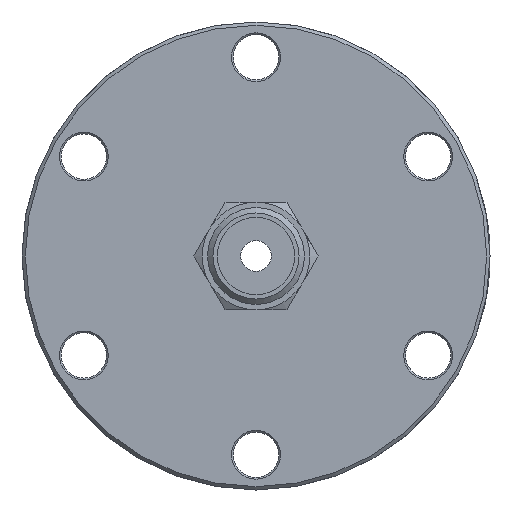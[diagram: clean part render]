
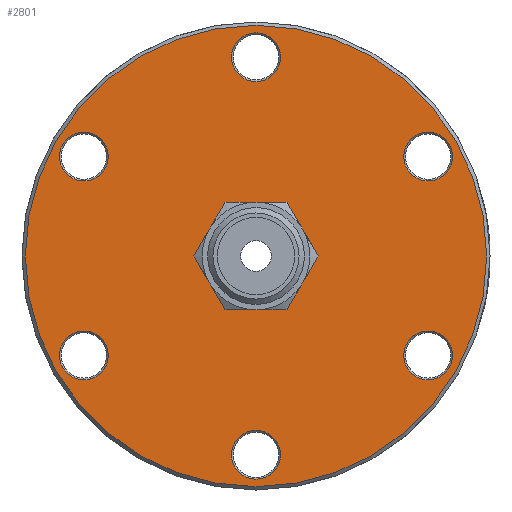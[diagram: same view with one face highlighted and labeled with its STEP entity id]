
A CAD part, front view. The second image highlights one B-rep face of the part: STEP entity #2801.
In plain terms, the highlighted planar face has unit normal (0, -1, 0).
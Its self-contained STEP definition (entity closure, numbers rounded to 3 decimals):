
#289=FACE_BOUND('',#548,.T.);
#290=FACE_BOUND('',#549,.T.);
#291=FACE_BOUND('',#550,.T.);
#292=FACE_BOUND('',#551,.T.);
#293=FACE_BOUND('',#552,.T.);
#294=FACE_BOUND('',#553,.T.);
#295=FACE_BOUND('',#554,.T.);
#319=PLANE('',#3061);
#383=FACE_OUTER_BOUND('',#547,.T.);
#547=EDGE_LOOP('',(#1917));
#548=EDGE_LOOP('',(#1918));
#549=EDGE_LOOP('',(#1919));
#550=EDGE_LOOP('',(#1920));
#551=EDGE_LOOP('',(#1921));
#552=EDGE_LOOP('',(#1922));
#553=EDGE_LOOP('',(#1923));
#554=EDGE_LOOP('',(#1924));
#1046=CIRCLE('',#3056,4.445);
#1049=CIRCLE('',#3060,34.05);
#1050=CIRCLE('',#3062,3.6);
#1051=CIRCLE('',#3063,3.6);
#1052=CIRCLE('',#3064,3.6);
#1053=CIRCLE('',#3065,3.6);
#1054=CIRCLE('',#3066,3.6);
#1055=CIRCLE('',#3067,3.6);
#1184=VERTEX_POINT('',#4090);
#1187=VERTEX_POINT('',#4098);
#1188=VERTEX_POINT('',#4102);
#1189=VERTEX_POINT('',#4104);
#1190=VERTEX_POINT('',#4106);
#1191=VERTEX_POINT('',#4108);
#1192=VERTEX_POINT('',#4110);
#1193=VERTEX_POINT('',#4112);
#1473=EDGE_CURVE('',#1184,#1184,#1046,.T.);
#1478=EDGE_CURVE('',#1187,#1187,#1049,.T.);
#1479=EDGE_CURVE('',#1188,#1188,#1050,.T.);
#1480=EDGE_CURVE('',#1189,#1189,#1051,.T.);
#1481=EDGE_CURVE('',#1190,#1190,#1052,.T.);
#1482=EDGE_CURVE('',#1191,#1191,#1053,.T.);
#1483=EDGE_CURVE('',#1192,#1192,#1054,.T.);
#1484=EDGE_CURVE('',#1193,#1193,#1055,.T.);
#1917=ORIENTED_EDGE('',*,*,#1478,.F.);
#1918=ORIENTED_EDGE('',*,*,#1473,.T.);
#1919=ORIENTED_EDGE('',*,*,#1479,.F.);
#1920=ORIENTED_EDGE('',*,*,#1480,.F.);
#1921=ORIENTED_EDGE('',*,*,#1481,.F.);
#1922=ORIENTED_EDGE('',*,*,#1482,.F.);
#1923=ORIENTED_EDGE('',*,*,#1483,.F.);
#1924=ORIENTED_EDGE('',*,*,#1484,.F.);
#2801=ADVANCED_FACE('',(#383,#289,#290,#291,#292,#293,#294,#295),#319,.T.);
#3056=AXIS2_PLACEMENT_3D('',#4091,#3357,#3358);
#3060=AXIS2_PLACEMENT_3D('',#4100,#3367,#3368);
#3061=AXIS2_PLACEMENT_3D('',#4101,#3369,#3370);
#3062=AXIS2_PLACEMENT_3D('',#4103,#3371,#3372);
#3063=AXIS2_PLACEMENT_3D('',#4105,#3373,#3374);
#3064=AXIS2_PLACEMENT_3D('',#4107,#3375,#3376);
#3065=AXIS2_PLACEMENT_3D('',#4109,#3377,#3378);
#3066=AXIS2_PLACEMENT_3D('',#4111,#3379,#3380);
#3067=AXIS2_PLACEMENT_3D('',#4113,#3381,#3382);
#3357=DIRECTION('center_axis',(0.,1.,0.));
#3358=DIRECTION('ref_axis',(-1.,0.,0.));
#3367=DIRECTION('center_axis',(0.,1.,0.));
#3368=DIRECTION('ref_axis',(1.,0.,0.));
#3369=DIRECTION('center_axis',(0.,-1.,0.));
#3370=DIRECTION('ref_axis',(0.,0.,
-1.));
#3371=DIRECTION('center_axis',(0.,-1.,0.));
#3372=DIRECTION('ref_axis',(0.5,0.,0.866));
#3373=DIRECTION('center_axis',(0.,-1.,0.));
#3374=DIRECTION('ref_axis',(-1.,0.,0.));
#3375=DIRECTION('center_axis',(0.,-1.,0.));
#3376=DIRECTION('ref_axis',(0.5,0.,-0.866));
#3377=DIRECTION('center_axis',(0.,-1.,0.));
#3378=DIRECTION('ref_axis',(1.,0.,0.));
#3379=DIRECTION('center_axis',(0.,-1.,0.));
#3380=DIRECTION('ref_axis',(-0.5,0.,-0.866));
#3381=DIRECTION('center_axis',(0.,-1.,0.));
#3382=DIRECTION('ref_axis',(-0.5,0.,0.866));
#4090=CARTESIAN_POINT('',(4.445,0.,0.));
#4091=CARTESIAN_POINT('Origin',(0.,0.,0.));
#4098=CARTESIAN_POINT('',(-34.05,0.,0.));
#4100=CARTESIAN_POINT('Origin',(0.,0.,0.));
#4101=CARTESIAN_POINT('Origin',(-34.55,0.,0.));
#4102=CARTESIAN_POINT('',(23.618,0.,-17.793));
#4103=CARTESIAN_POINT('Origin',(25.418,0.,-14.675));
#4104=CARTESIAN_POINT('',(3.6,0.,29.35));
#4105=CARTESIAN_POINT('Origin',(0.,0.,29.35));
#4106=CARTESIAN_POINT('',(-27.218,0.,-11.557));
#4107=CARTESIAN_POINT('Origin',(-25.418,0.,-14.675));
#4108=CARTESIAN_POINT('',(-3.6,0.,-29.35));
#4109=CARTESIAN_POINT('Origin',(0.,0.,-29.35));
#4110=CARTESIAN_POINT('',(-23.618,0.,17.793));
#4111=CARTESIAN_POINT('Origin',(-25.418,0.,
14.675));
#4112=CARTESIAN_POINT('',(27.218,0.,11.557));
#4113=CARTESIAN_POINT('Origin',(25.418,0.,14.675));
